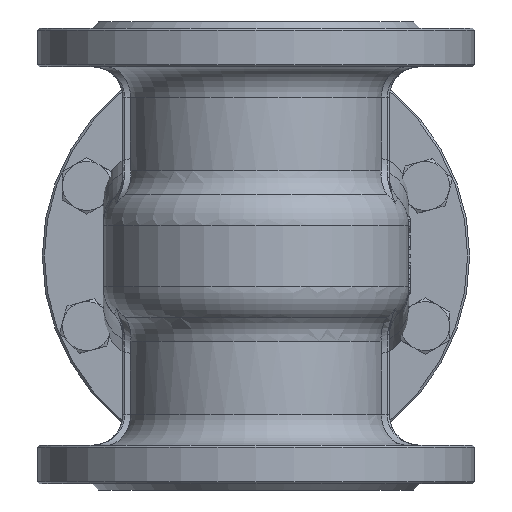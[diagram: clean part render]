
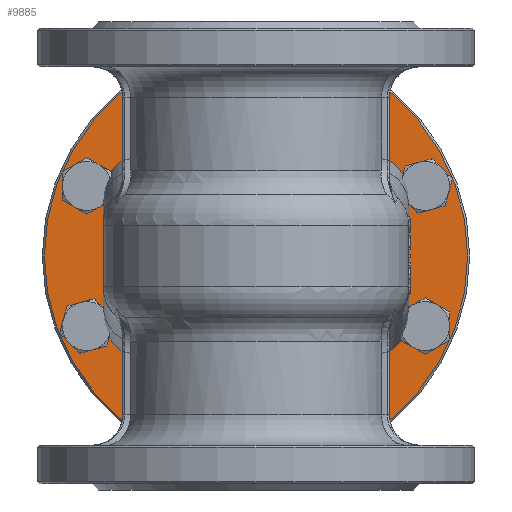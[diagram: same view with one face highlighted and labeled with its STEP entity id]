
A CAD part, front view. The second image highlights one B-rep face of the part: STEP entity #9885.
In plain terms, the highlighted planar face has unit normal (0, -1, 0).
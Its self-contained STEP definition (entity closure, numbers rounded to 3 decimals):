
#216=ELLIPSE('',#10920,20.454,20.);
#217=ELLIPSE('',#10921,20.454,20.);
#218=ELLIPSE('',#10922,20.454,20.);
#219=ELLIPSE('',#10923,20.454,20.);
#360=FACE_BOUND('',#2793,.T.);
#361=FACE_BOUND('',#2794,.T.);
#362=FACE_BOUND('',#2795,.T.);
#363=FACE_BOUND('',#2796,.T.);
#364=FACE_BOUND('',#2797,.T.);
#365=FACE_BOUND('',#2798,.T.);
#366=FACE_BOUND('',#2799,.T.);
#367=FACE_BOUND('',#2800,.T.);
#368=FACE_BOUND('',#2801,.T.);
#508=PLANE('',#10911);
#880=LINE('',#16377,#1446);
#881=LINE('',#16381,#1447);
#882=LINE('',#16385,#1448);
#883=LINE('',#16388,#1449);
#1446=VECTOR('',#12834,10.);
#1447=VECTOR('',#12837,10.);
#1448=VECTOR('',#12840,10.);
#1449=VECTOR('',#12843,10.);
#2174=FACE_OUTER_BOUND('',#2792,.T.);
#2792=EDGE_LOOP('',(#7556));
#2793=EDGE_LOOP('',(#7557));
#2794=EDGE_LOOP('',(#7558));
#2795=EDGE_LOOP('',(#7559));
#2796=EDGE_LOOP('',(#7560));
#2797=EDGE_LOOP('',(#7561));
#2798=EDGE_LOOP('',(#7562));
#2799=EDGE_LOOP('',(#7563));
#2800=EDGE_LOOP('',(#7564));
#2801=EDGE_LOOP('',(#7565,#7566,#7567,#7568,#7569,#7570,#7571,#7572));
#3730=CIRCLE('',#10910,104.);
#3731=CIRCLE('',#10912,6.);
#3732=CIRCLE('',#10913,6.);
#3733=CIRCLE('',#10914,6.);
#3734=CIRCLE('',#10915,6.);
#3735=CIRCLE('',#10916,6.);
#3736=CIRCLE('',#10917,6.);
#3737=CIRCLE('',#10918,6.);
#3738=CIRCLE('',#10919,6.);
#4369=VERTEX_POINT('',#16353);
#4370=VERTEX_POINT('',#16357);
#4371=VERTEX_POINT('',#16359);
#4372=VERTEX_POINT('',#16361);
#4373=VERTEX_POINT('',#16363);
#4374=VERTEX_POINT('',#16365);
#4375=VERTEX_POINT('',#16367);
#4376=VERTEX_POINT('',#16369);
#4377=VERTEX_POINT('',#16371);
#4378=VERTEX_POINT('',#16373);
#4379=VERTEX_POINT('',#16374);
#4380=VERTEX_POINT('',#16376);
#4381=VERTEX_POINT('',#16378);
#4382=VERTEX_POINT('',#16380);
#4383=VERTEX_POINT('',#16382);
#4384=VERTEX_POINT('',#16384);
#4385=VERTEX_POINT('',#16386);
#5493=EDGE_CURVE('',#4369,#4369,#3730,.T.);
#5494=EDGE_CURVE('',#4370,#4370,#3731,.T.);
#5495=EDGE_CURVE('',#4371,#4371,#3732,.T.);
#5496=EDGE_CURVE('',#4372,#4372,#3733,.T.);
#5497=EDGE_CURVE('',#4373,#4373,#3734,.T.);
#5498=EDGE_CURVE('',#4374,#4374,#3735,.T.);
#5499=EDGE_CURVE('',#4375,#4375,#3736,.T.);
#5500=EDGE_CURVE('',#4376,#4376,#3737,.T.);
#5501=EDGE_CURVE('',#4377,#4377,#3738,.T.);
#5502=EDGE_CURVE('',#4378,#4379,#216,.T.);
#5503=EDGE_CURVE('',#4380,#4379,#880,.T.);
#5504=EDGE_CURVE('',#4381,#4380,#217,.T.);
#5505=EDGE_CURVE('',#4382,#4381,#881,.T.);
#5506=EDGE_CURVE('',#4383,#4382,#218,.T.);
#5507=EDGE_CURVE('',#4384,#4383,#882,.T.);
#5508=EDGE_CURVE('',#4384,#4385,#219,.T.);
#5509=EDGE_CURVE('',#4385,#4378,#883,.T.);
#7556=ORIENTED_EDGE('',*,*,#5493,.F.);
#7557=ORIENTED_EDGE('',*,*,#5494,.F.);
#7558=ORIENTED_EDGE('',*,*,#5495,.F.);
#7559=ORIENTED_EDGE('',*,*,#5496,.F.);
#7560=ORIENTED_EDGE('',*,*,#5497,.F.);
#7561=ORIENTED_EDGE('',*,*,#5498,.F.);
#7562=ORIENTED_EDGE('',*,*,#5499,.F.);
#7563=ORIENTED_EDGE('',*,*,#5500,.F.);
#7564=ORIENTED_EDGE('',*,*,#5501,.F.);
#7565=ORIENTED_EDGE('',*,*,#5502,.T.);
#7566=ORIENTED_EDGE('',*,*,#5503,.F.);
#7567=ORIENTED_EDGE('',*,*,#5504,.F.);
#7568=ORIENTED_EDGE('',*,*,#5505,.F.);
#7569=ORIENTED_EDGE('',*,*,#5506,.F.);
#7570=ORIENTED_EDGE('',*,*,#5507,.F.);
#7571=ORIENTED_EDGE('',*,*,#5508,.T.);
#7572=ORIENTED_EDGE('',*,*,#5509,.T.);
#9885=ADVANCED_FACE('',(#2174,#360,#361,#362,#363,#364,#365,#366,#367,#368),
#508,.F.);
#10910=AXIS2_PLACEMENT_3D('',#16355,#12812,#12813);
#10911=AXIS2_PLACEMENT_3D('',#16356,#12814,#12815);
#10912=AXIS2_PLACEMENT_3D('',#16358,#12816,#12817);
#10913=AXIS2_PLACEMENT_3D('',#16360,#12818,#12819);
#10914=AXIS2_PLACEMENT_3D('',#16362,#12820,#12821);
#10915=AXIS2_PLACEMENT_3D('',#16364,#12822,#12823);
#10916=AXIS2_PLACEMENT_3D('',#16366,#12824,#12825);
#10917=AXIS2_PLACEMENT_3D('',#16368,#12826,#12827);
#10918=AXIS2_PLACEMENT_3D('',#16370,#12828,#12829);
#10919=AXIS2_PLACEMENT_3D('',#16372,#12830,#12831);
#10920=AXIS2_PLACEMENT_3D('',#16375,#12832,#12833);
#10921=AXIS2_PLACEMENT_3D('',#16379,#12835,#12836);
#10922=AXIS2_PLACEMENT_3D('',#16383,#12838,#12839);
#10923=AXIS2_PLACEMENT_3D('',#16387,#12841,#12842);
#12812=DIRECTION('center_axis',(0.,1.,0.));
#12813=DIRECTION('ref_axis',(-1.,0.,0.));
#12814=DIRECTION('center_axis',(0.,1.,0.));
#12815=DIRECTION('ref_axis',(0.,0.,1.));
#12816=DIRECTION('center_axis',(0.,-1.,0.));
#12817=DIRECTION('ref_axis',(-1.,0.,0.));
#12818=DIRECTION('center_axis',(0.,-1.,0.));
#12819=DIRECTION('ref_axis',(-1.,0.,0.));
#12820=DIRECTION('center_axis',(0.,-1.,0.));
#12821=DIRECTION('ref_axis',(-1.,0.,0.));
#12822=DIRECTION('center_axis',(0.,-1.,0.));
#12823=DIRECTION('ref_axis',(-1.,0.,0.));
#12824=DIRECTION('center_axis',(0.,-1.,0.));
#12825=DIRECTION('ref_axis',(-1.,0.,0.));
#12826=DIRECTION('center_axis',(0.,-1.,0.));
#12827=DIRECTION('ref_axis',(-1.,0.,0.));
#12828=DIRECTION('center_axis',(0.,-1.,0.));
#12829=DIRECTION('ref_axis',(-1.,0.,0.));
#12830=DIRECTION('center_axis',(0.,-1.,0.));
#12831=DIRECTION('ref_axis',(-1.,0.,0.));
#12832=DIRECTION('center_axis',(0.,1.,0.));
#12833=DIRECTION('ref_axis',(0.,0.,1.));
#12834=DIRECTION('',(0.,0.,1.));
#12835=DIRECTION('center_axis',(0.,-1.,0.));
#12836=DIRECTION('ref_axis',(0.,0.,-1.));
#12837=DIRECTION('',(1.,0.,0.));
#12838=DIRECTION('center_axis',(0.,-1.,0.));
#12839=DIRECTION('ref_axis',(0.,0.,-1.));
#12840=DIRECTION('',(0.,0.,-1.));
#12841=DIRECTION('center_axis',(0.,1.,0.));
#12842=DIRECTION('ref_axis',(0.,0.,1.));
#12843=DIRECTION('',(1.,0.,0.));
#16353=CARTESIAN_POINT('',(104.,150.,115.));
#16355=CARTESIAN_POINT('Origin',(0.,150.,115.));
#16356=CARTESIAN_POINT('Origin',(0.,150.,115.));
#16357=CARTESIAN_POINT('',(-28.442,150.,31.851));
#16358=CARTESIAN_POINT('Origin',(-34.442,150.,31.851));
#16359=CARTESIAN_POINT('',(40.442,150.,31.851));
#16360=CARTESIAN_POINT('Origin',(34.442,150.,31.851));
#16361=CARTESIAN_POINT('',(89.149,150.,80.558));
#16362=CARTESIAN_POINT('Origin',(83.149,150.,80.558));
#16363=CARTESIAN_POINT('',(89.149,150.,149.442));
#16364=CARTESIAN_POINT('Origin',(83.149,150.,149.442));
#16365=CARTESIAN_POINT('',(40.442,150.,198.149));
#16366=CARTESIAN_POINT('Origin',(34.442,150.,198.149));
#16367=CARTESIAN_POINT('',(-28.442,150.,198.149));
#16368=CARTESIAN_POINT('Origin',(-34.442,150.,198.149));
#16369=CARTESIAN_POINT('',(-77.149,150.,149.442));
#16370=CARTESIAN_POINT('Origin',(-83.149,150.,149.442));
#16371=CARTESIAN_POINT('',(-77.149,150.,80.558));
#16372=CARTESIAN_POINT('Origin',(-83.149,150.,80.558));
#16373=CARTESIAN_POINT('',(55.,150.,165.));
#16374=CARTESIAN_POINT('',(75.,150.,144.546));
#16375=CARTESIAN_POINT('Origin',(55.,150.,144.546));
#16376=CARTESIAN_POINT('',(75.,150.,85.454));
#16377=CARTESIAN_POINT('',(75.,150.,115.));
#16378=CARTESIAN_POINT('',(55.,150.,65.));
#16379=CARTESIAN_POINT('Origin',(55.,150.,85.454));
#16380=CARTESIAN_POINT('',(-55.,150.,65.));
#16381=CARTESIAN_POINT('',(0.,150.,65.));
#16382=CARTESIAN_POINT('',(-75.,150.,85.454));
#16383=CARTESIAN_POINT('Origin',(-55.,150.,85.454));
#16384=CARTESIAN_POINT('',(-75.,150.,144.546));
#16385=CARTESIAN_POINT('',(-75.,150.,115.));
#16386=CARTESIAN_POINT('',(-55.,150.,165.));
#16387=CARTESIAN_POINT('Origin',(-55.,150.,144.546));
#16388=CARTESIAN_POINT('',(0.,150.,165.));
